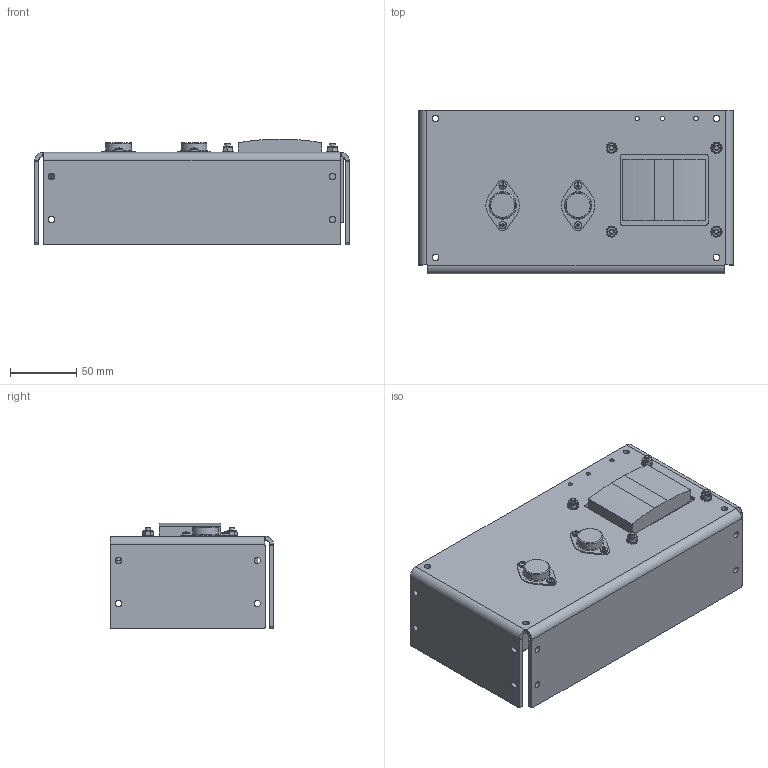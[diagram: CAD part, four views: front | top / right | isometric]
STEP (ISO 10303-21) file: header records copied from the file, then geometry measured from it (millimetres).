
FILE_DESCRIPTION (( 'STEP AP214' ), '1' );
FILE_NAME ('IHCC512.STEP', '2023-04-14T11:08:26', ( '' ), ( '' ), 'SwSTEP 2.0', 'SolidWorks 2021', '' );
FILE_SCHEMA (( 'AUTOMOTIVE_DESIGN' ));
Length unit declared in the file: inch
Products named in the file (1): IHCC512
Bounding box: 238.12 x 123.83 x 79.75 mm (x, y, z)
Volume: 725873.2 mm3; surface area: 210100 mm2
Topology: 21 solids, 21 shells, 1122 faces, 2877 edges, 1879 vertices
Faces by surface type: plane 682, cylinder 278, bspline 91, cone 40, torus 23, sphere 8
Full cylindrical faces by diameter (mm): 2 x8, 2.923 x4, 3 x4, 3.05 x8, 3.25 x3, 3.3 x4, 3.8 x8, 4 x16, 4.3 x4, 4.8 x16, 5.1 x2, 5.6 x4, 6.35 x4, 8 x4, 10.1 x2, 13.5 x1, 19.5 x2, 35.3 x2
Entity records: 38713 total; most frequent: CARTESIAN_POINT 11963, ORIENTED_EDGE 5384, DIRECTION 5173, EDGE_CURVE 2692, VERTEX_POINT 1825, LINE 1735, VECTOR 1735, AXIS2_PLACEMENT_3D 1719
